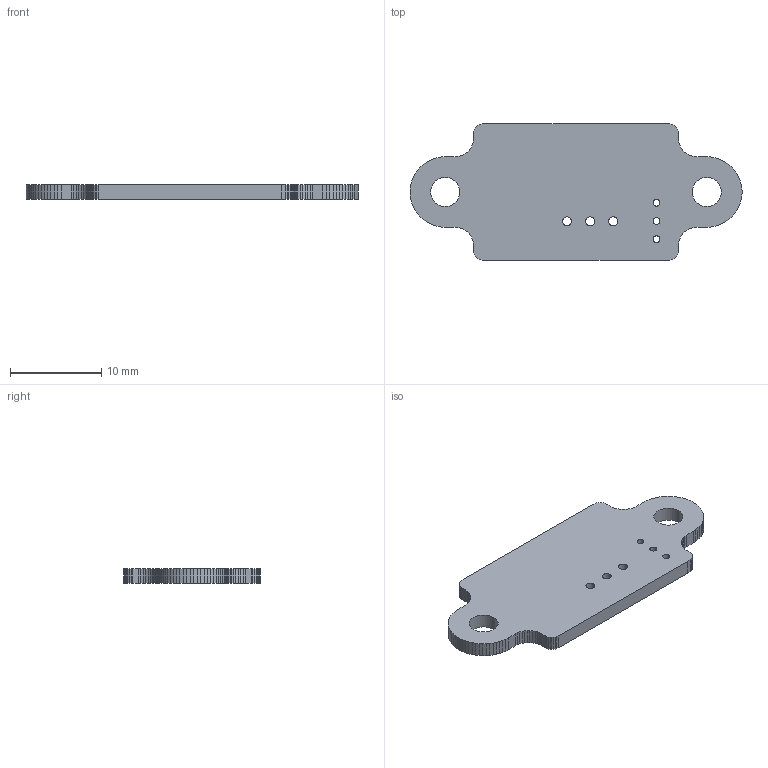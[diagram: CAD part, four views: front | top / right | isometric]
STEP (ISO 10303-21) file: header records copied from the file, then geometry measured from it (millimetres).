
FILE_DESCRIPTION(('KiCad electronic assembly'),'2;1');
FILE_NAME('12v_servo_driver.step','2023-03-06T21:19:02',('Pcbnew'),( 'Kicad'),'Open CASCADE STEP processor 7.6','KiCad to STEP converter' ,'Unknown');
FILE_SCHEMA(('AUTOMOTIVE_DESIGN { 1 0 10303 214 1 1 1 1 }'));
Length unit declared in the file: millimetre
Products named in the file (2): 12v_servo_driver 1; PCB
Assembly tree (1 placements, depth 2):
  12v_servo_driver 1
    PCB
Bounding box: 36.44 x 14.96 x 1.6 mm (x, y, z)
Volume: 663.2 mm3; surface area: 1033.1 mm2
Topology: 1 solids, 1 shells, 160 faces, 474 edges, 316 vertices
Faces by surface type: plane 152, cylinder 8
Full cylindrical faces by diameter (mm): 0.75 x3, 1 x3, 3.2 x2
Entity records: 11543 total; most frequent: CARTESIAN_POINT 1996, DIRECTION 1746, LINE 1390, VECTOR 1390, ORIENTED_EDGE 948, PCURVE 948, DEFINITIONAL_REPRESENTATION 948, EDGE_CURVE 474
